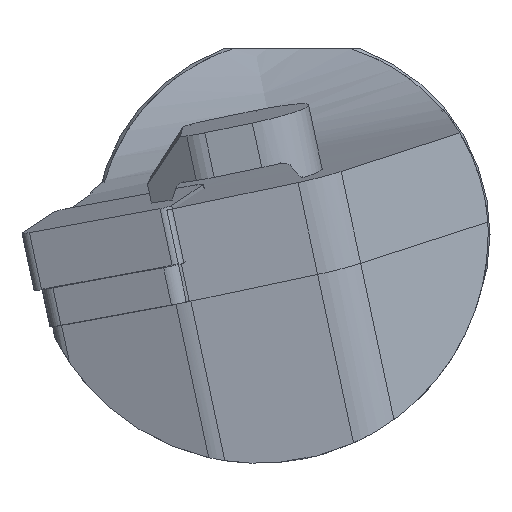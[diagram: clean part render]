
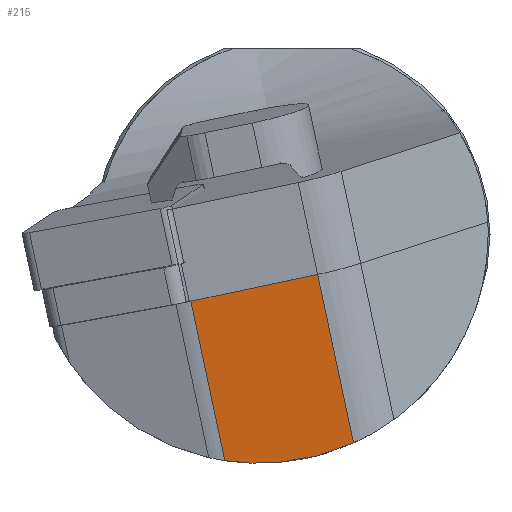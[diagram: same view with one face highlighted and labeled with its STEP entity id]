
A CAD part, left-side view. The second image highlights one B-rep face of the part: STEP entity #215.
In plain terms, the highlighted planar face has unit normal (-0.995, -0.01, -0.105).
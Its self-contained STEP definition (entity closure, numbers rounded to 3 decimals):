
#153=ELLIPSE('',#1370,18.603,18.5);
#215=ADVANCED_FACE('',(#324),#284,.T.);
#284=PLANE('',#1379);
#324=FACE_OUTER_BOUND('',#393,.T.);
#393=EDGE_LOOP('',(#541,#542,#543,#544));
#541=ORIENTED_EDGE('',*,*,#1024,.F.);
#542=ORIENTED_EDGE('',*,*,#1009,.F.);
#543=ORIENTED_EDGE('',*,*,#1025,.T.);
#544=ORIENTED_EDGE('',*,*,#1026,.T.);
#880=VERTEX_POINT('',#1886);
#885=VERTEX_POINT('',#1900);
#886=VERTEX_POINT('',#1902);
#897=VERTEX_POINT('',#1970);
#1009=EDGE_CURVE('',#885,#886,#153,.T.);
#1024=EDGE_CURVE('',#886,#880,#1189,.T.);
#1025=EDGE_CURVE('',#885,#897,#1190,.T.);
#1026=EDGE_CURVE('',#897,#880,#1191,.T.);
#1189=LINE('',#1968,#1284);
#1190=LINE('',#1969,#1285);
#1191=LINE('',#1971,#1286);
#1284=VECTOR('',#1547,1.);
#1285=VECTOR('',#1548,1.);
#1286=VECTOR('',#1549,1.);
#1370=AXIS2_PLACEMENT_3D('',#1901,#1525,#1526);
#1379=AXIS2_PLACEMENT_3D('',#1972,#1550,#1551);
#1525=DIRECTION('',(0.994,0.01,0.105));
#1526=DIRECTION('',(-0.105,0.096,0.99));
#1547=DIRECTION('',(-0.105,0.207,0.973));
#1548=DIRECTION('',(-0.105,0.207,0.973));
#1549=DIRECTION('',(0.012,0.978,-0.207));
#1550=DIRECTION('',(-0.994,-0.01,-0.105));
#1551=DIRECTION('',(-0.105,0.,0.995));
#1886=CARTESIAN_POINT('',(-168.749,-19.91,-8.585));
#1900=CARTESIAN_POINT('',(-167.408,-33.052,-20.049));
#1901=CARTESIAN_POINT('',(-169.261,-25.442,-3.187));
#1902=CARTESIAN_POINT('',(-167.364,-22.649,-21.475));
#1968=CARTESIAN_POINT('',(-205.594,52.976,334.315));
#1969=CARTESIAN_POINT('',(-205.718,42.73,336.479));
#1970=CARTESIAN_POINT('',(-168.872,-30.155,-6.421));
#1971=CARTESIAN_POINT('',(-168.872,-30.155,-6.421));
#1972=CARTESIAN_POINT('',(-205.718,42.73,336.479));
